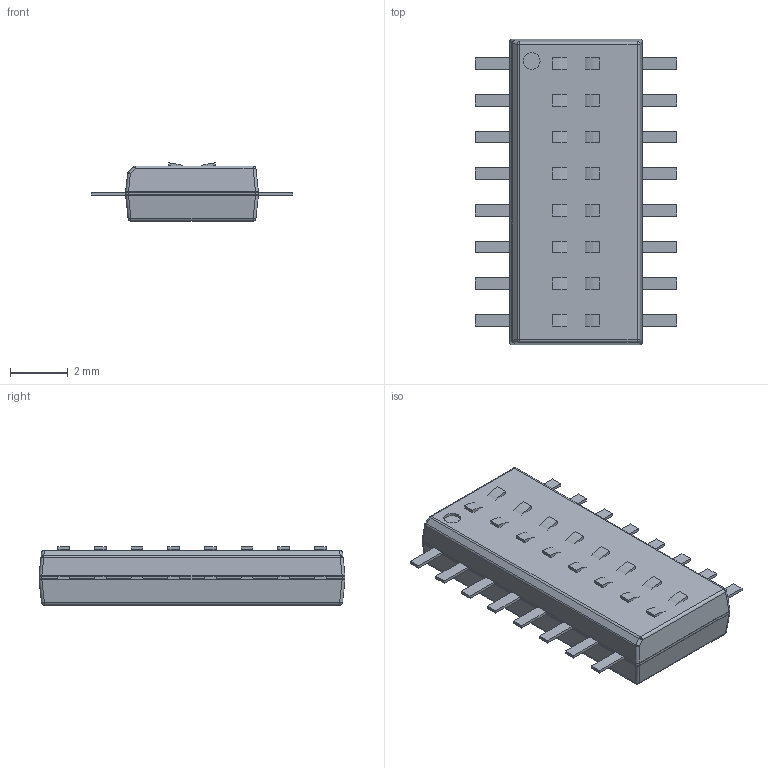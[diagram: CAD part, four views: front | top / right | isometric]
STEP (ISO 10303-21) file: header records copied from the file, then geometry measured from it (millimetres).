
FILE_DESCRIPTION(('Open CASCADE Model'),'2;1');
FILE_NAME('Open CASCADE Shape Model','2023-06-12T12:01:32',('Author'),( 'Open CASCADE'),'Open CASCADE STEP processor 6.8','Open CASCADE 6.8' ,'Unknown');
FILE_SCHEMA(('AUTOMOTIVE_DESIGN { 1 0 10303 214 1 1 1 1 }'));
Length unit declared in the file: millimetre
Products named in the file (7): PCB; Designator1; 10490515600; Open_CASCADE_STEP_translator_6.8_3.1; Body; Open_CASCADE_STEP_translator_6.8_3.2.1; Leader
Assembly tree (20 placements, depth 4):
  PCB
  Designator1
    10490515600
      Open_CASCADE_STEP_translator_6.8_3.1
      Body
        Open_CASCADE_STEP_translator_6.8_3.2.1
      Leader  x16
Bounding box: 6.97 x 10.6 x 2.02 mm (x, y, z)
Volume: 93.5 mm3; surface area: 274.4 mm2
Topology: 17 solids, 18 shells, 355 faces, 714 edges, 385 vertices
Faces by surface type: plane 241, cylinder 96, sphere 10, bspline 8
Full cylindrical faces by diameter (mm): 0.575 x1
Entity records: 2979 total; most frequent: CARTESIAN_POINT 1107, DIRECTION 369, ORIENTED_EDGE 327, EDGE_CURVE 164, AXIS2_PLACEMENT_3D 139, LINE 91, VECTOR 91, FACE_BOUND 86
